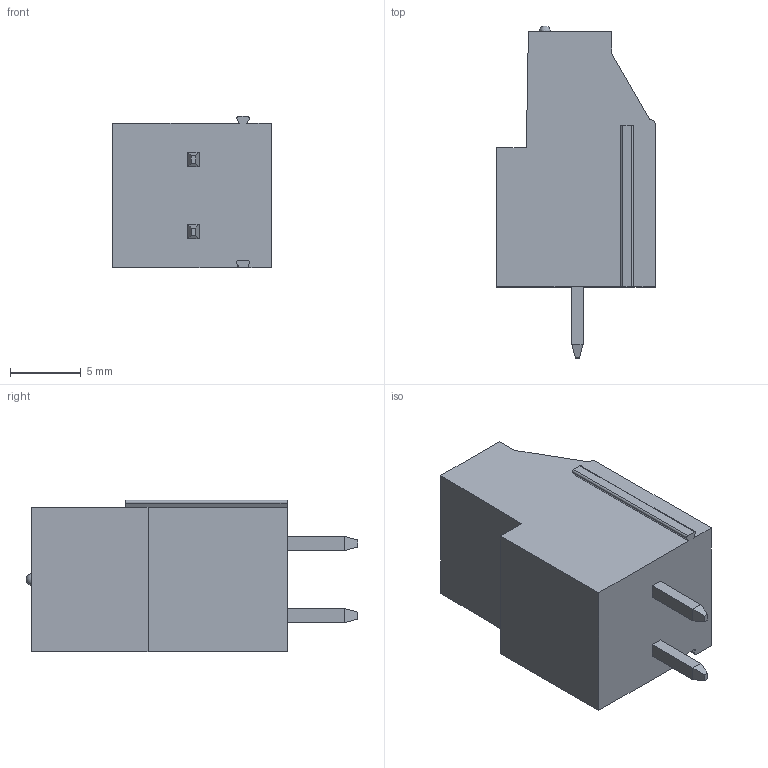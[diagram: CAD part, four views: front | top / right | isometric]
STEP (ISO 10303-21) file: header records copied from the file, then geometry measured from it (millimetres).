
FILE_DESCRIPTION((''),'2;1');
FILE_NAME('TL212V-XXP-XS','2024-10-21T',('sj'),(''),'PRO/ENGINEER BY PARAMETRIC TECHNOLOGY CORPORATION, 2013240','PRO/ENGINEER BY PARAMETRIC TECHNOLOGY CORPORATION, 2013240','');
FILE_SCHEMA(('AUTOMOTIVE_DESIGN_CC2 { 1 2 10303 214 -1 1 5 2 }'));
Length unit declared in the file: millimetre
Products named in the file (1): TL212V-XXP-XS
Bounding box: 11.2 x 23.4 x 10.66 mm (x, y, z)
Volume: 1661.6 mm3; surface area: 1076.4 mm2
Topology: 1 solids, 1 shells, 94 faces, 243 edges, 156 vertices
Faces by surface type: plane 62, cylinder 19, cone 8, torus 4, sphere 1
Entity records: 2881 total; most frequent: CARTESIAN_POINT 539, ORIENTED_EDGE 482, DIRECTION 477, EDGE_CURVE 241, VECTOR 177, LINE 177, VERTEX_POINT 156, AXIS2_PLACEMENT_3D 150
